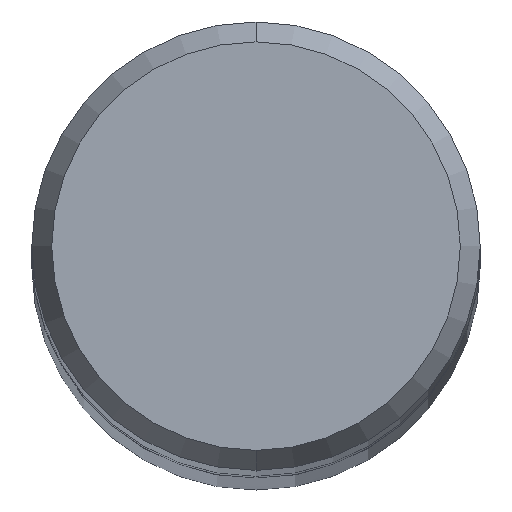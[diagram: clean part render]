
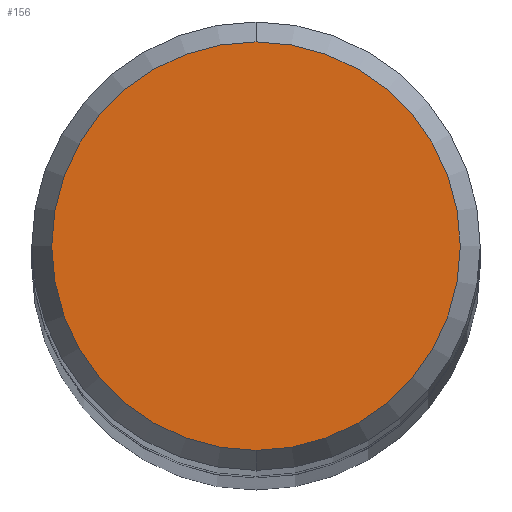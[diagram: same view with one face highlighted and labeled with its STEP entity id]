
A CAD part, top view. The second image highlights one B-rep face of the part: STEP entity #156.
In plain terms, the highlighted planar face has unit normal (0, 0, 1).
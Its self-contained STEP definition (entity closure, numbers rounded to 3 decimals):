
#132=EDGE_CURVE('',#214,#204,#282,.T.);
#156=ADVANCED_FACE('',(#310),#311,.T.);
#204=VERTEX_POINT('',#364);
#210=EDGE_CURVE('',#204,#214,#371,.T.);
#214=VERTEX_POINT('',#375);
#282=CIRCLE('',#449,4.698);
#310=FACE_OUTER_BOUND('',#482,.T.);
#311=PLANE('',#483);
#364=CARTESIAN_POINT('',(0.,-4.698,0.0));
#371=CIRCLE('',#561,4.698);
#375=CARTESIAN_POINT('',(0.0,4.698,0.0));
#449=AXIS2_PLACEMENT_3D('',#632,#633,#634);
#482=EDGE_LOOP('',(#670,#671));
#483=AXIS2_PLACEMENT_3D('',#672,#673,#674);
#561=AXIS2_PLACEMENT_3D('',#741,#742,#743);
#632=CARTESIAN_POINT('',(0.0,0.0,0.0));
#633=DIRECTION('',(0.0,0.0,-1.0));
#634=DIRECTION('',(0.0,1.0,0.0));
#670=ORIENTED_EDGE('',*,*,#132,.F.);
#671=ORIENTED_EDGE('',*,*,#210,.F.);
#672=CARTESIAN_POINT('',(0.0,2.349,0.0));
#673=DIRECTION('',(-0.0,0.0,1.0));
#674=DIRECTION('',(0.0,-1.0,0.0));
#741=CARTESIAN_POINT('',(0.0,0.0,0.0));
#742=DIRECTION('',(0.0,0.0,-1.0));
#743=DIRECTION('',(0.0,1.0,0.0));
